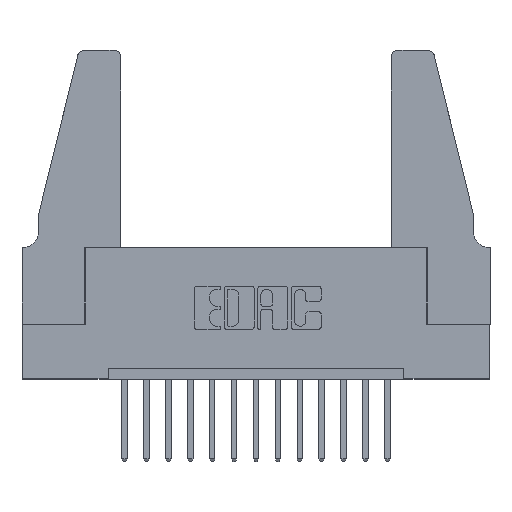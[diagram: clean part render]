
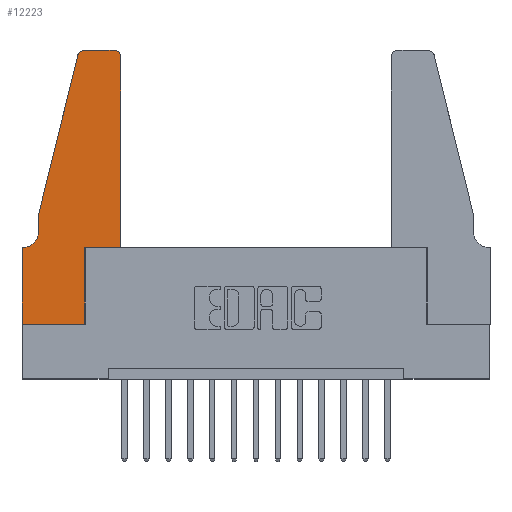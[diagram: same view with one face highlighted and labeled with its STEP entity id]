
A CAD part, top view. The second image highlights one B-rep face of the part: STEP entity #12223.
In plain terms, the highlighted planar face has unit normal (0, 0, 1).
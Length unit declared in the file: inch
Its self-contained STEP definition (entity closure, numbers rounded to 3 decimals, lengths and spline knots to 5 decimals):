
#376 = LINE ( 'NONE', #5126, #9794 ) ;
#703 = DIRECTION ( 'NONE',  ( -1., 0., 0. ) ) ;
#872 = EDGE_CURVE ( 'NONE', #15479, #11022, #9935, .T. ) ;
#883 = VECTOR ( 'NONE', #13496, 39.37008 ) ;
#888 = DIRECTION ( 'NONE',  ( 1., 0., 0. ) ) ;
#921 = AXIS2_PLACEMENT_3D ( 'NONE', #10466, #3244, #3183 ) ;
#1241 = DIRECTION ( 'NONE',  ( 0., 0., 1. ) ) ;
#1298 = DIRECTION ( 'NONE',  ( 0., 0., -1. ) ) ;
#1358 = DIRECTION ( 'NONE',  ( 1., 0., 0. ) ) ;
#1496 = VERTEX_POINT ( 'NONE', #6279 ) ;
#1500 = ORIENTED_EDGE ( 'NONE', *, *, #15874, .T. ) ;
#1668 = VECTOR ( 'NONE', #4044, 39.37008 ) ;
#1756 = CARTESIAN_POINT ( 'NONE',  ( 0.4505, 0.35, 0.37 ) ) ;
#1924 = ORIENTED_EDGE ( 'NONE', *, *, #6789, .T. ) ;
#1981 = CARTESIAN_POINT ( 'NONE',  ( 0.2865, 0.35, 0.37 ) ) ;
#1985 = LINE ( 'NONE', #10064, #7145 ) ;
#2069 = LINE ( 'NONE', #14235, #9566 ) ;
#2510 = CARTESIAN_POINT ( 'NONE',  ( 0.4505, 0.35, 0.37 ) ) ;
#2641 = LINE ( 'NONE', #2814, #1668 ) ;
#2663 = EDGE_CURVE ( 'NONE', #7696, #15479, #1985, .T. ) ;
#2776 = ORIENTED_EDGE ( 'NONE', *, *, #2663, .T. ) ;
#2814 = CARTESIAN_POINT ( 'NONE',  ( 0.0755, 0.5, 0.37 ) ) ;
#2827 = CARTESIAN_POINT ( 'NONE',  ( 0.4205, 1.22, 0.37 ) ) ;
#2851 = CARTESIAN_POINT ( 'NONE',  ( 0.0755, 0.5, 0.37 ) ) ;
#2955 = DIRECTION ( 'NONE',  ( 0., -1., 0. ) ) ;
#3131 = LINE ( 'NONE', #8902, #5008 ) ;
#3183 = DIRECTION ( 'NONE',  ( 1., 0., 0. ) ) ;
#3244 = DIRECTION ( 'NONE',  ( 0., 0., 1. ) ) ;
#3543 = ORIENTED_EDGE ( 'NONE', *, *, #9298, .T. ) ;
#3564 = CIRCLE ( 'NONE', #15760, 0.03 ) ;
#3916 = EDGE_CURVE ( 'NONE', #6074, #11904, #10390, .T. ) ;
#3992 = ORIENTED_EDGE ( 'NONE', *, *, #10963, .T. ) ;
#4044 = DIRECTION ( 'NONE',  ( 0., -1., 0. ) ) ;
#5008 = VECTOR ( 'NONE', #2955, 39.37008 ) ;
#5126 = CARTESIAN_POINT ( 'NONE',  ( 0.0755, 0.35, 0.37 ) ) ;
#5518 = FACE_OUTER_BOUND ( 'NONE', #6990, .T. ) ;
#5828 = VECTOR ( 'NONE', #11517, 39.37008 ) ;
#6074 = VERTEX_POINT ( 'NONE', #13838 ) ;
#6173 = CARTESIAN_POINT ( 'NONE',  ( 0., 0., 0.37 ) ) ;
#6279 = CARTESIAN_POINT ( 'NONE',  ( 0.25487, 1.22718, 0.37 ) ) ;
#6706 = EDGE_CURVE ( 'NONE', #11904, #12011, #376, .T. ) ;
#6789 = EDGE_CURVE ( 'NONE', #13629, #1496, #15334, .T. ) ;
#6817 = CARTESIAN_POINT ( 'NONE',  ( 0.0755, 0.5, 0.37 ) ) ;
#6990 = EDGE_LOOP ( 'NONE', ( #7699, #1924, #3992, #3543, #13287, #10367, #1500, #14187, #2776, #11901, #9399, #11458 ) ) ;
#7145 = VECTOR ( 'NONE', #7366, 39.37008 ) ;
#7254 = CARTESIAN_POINT ( 'NONE',  ( 0., 0.35, 0.37 ) ) ;
#7366 = DIRECTION ( 'NONE',  ( 0., 1., 0. ) ) ;
#7404 = CARTESIAN_POINT ( 'NONE',  ( 0.0055, 0.42, 0.37 ) ) ;
#7487 = VERTEX_POINT ( 'NONE', #2851 ) ;
#7696 = VERTEX_POINT ( 'NONE', #15361 ) ;
#7699 = ORIENTED_EDGE ( 'NONE', *, *, #12554, .T. ) ;
#7885 = CARTESIAN_POINT ( 'NONE',  ( 0.4505, 0.35, 0.37 ) ) ;
#8136 = AXIS2_PLACEMENT_3D ( 'NONE', #11055, #1241, #1358 ) ;
#8620 = PLANE ( 'NONE',  #8136 ) ;
#8902 = CARTESIAN_POINT ( 'NONE',  ( 0., 0., 0.37 ) ) ;
#9298 = EDGE_CURVE ( 'NONE', #7487, #6074, #2641, .T. ) ;
#9399 = ORIENTED_EDGE ( 'NONE', *, *, #10473, .T. ) ;
#9566 = VECTOR ( 'NONE', #703, 39.37008 ) ;
#9644 = VERTEX_POINT ( 'NONE', #15165 ) ;
#9677 = VECTOR ( 'NONE', #11703, 39.37008 ) ;
#9794 = VECTOR ( 'NONE', #15422, 39.37008 ) ;
#9895 = DIRECTION ( 'NONE',  ( -1., 0., 0. ) ) ;
#9935 = LINE ( 'NONE', #2510, #883 ) ;
#10064 = CARTESIAN_POINT ( 'NONE',  ( 0.2865, 0.35, 0.37 ) ) ;
#10100 = EDGE_CURVE ( 'NONE', #9644, #11031, #3564, .T. ) ;
#10367 = ORIENTED_EDGE ( 'NONE', *, *, #6706, .T. ) ;
#10390 = CIRCLE ( 'NONE', #11987, 0.07 ) ;
#10466 = CARTESIAN_POINT ( 'NONE',  ( 0.284, 1.22, 0.37 ) ) ;
#10473 = EDGE_CURVE ( 'NONE', #11022, #9644, #12737, .T. ) ;
#10807 = LINE ( 'NONE', #6817, #9677 ) ;
#10963 = EDGE_CURVE ( 'NONE', #1496, #7487, #10807, .T. ) ;
#11022 = VERTEX_POINT ( 'NONE', #7885 ) ;
#11031 = VERTEX_POINT ( 'NONE', #15257 ) ;
#11055 = CARTESIAN_POINT ( 'NONE',  ( 0., 0.35, 0.37 ) ) ;
#11391 = CARTESIAN_POINT ( 'NONE',  ( 0.284, 1.25, 0.37 ) ) ;
#11458 = ORIENTED_EDGE ( 'NONE', *, *, #10100, .T. ) ;
#11517 = DIRECTION ( 'NONE',  ( 0., 1., 0. ) ) ;
#11703 = DIRECTION ( 'NONE',  ( -0.239, -0.971, 0. ) ) ;
#11901 = ORIENTED_EDGE ( 'NONE', *, *, #872, .T. ) ;
#11904 = VERTEX_POINT ( 'NONE', #12878 ) ;
#11934 = CARTESIAN_POINT ( 'NONE',  ( 0., 0., 0.37 ) ) ;
#11987 = AXIS2_PLACEMENT_3D ( 'NONE', #7404, #1298, #9895 ) ;
#12011 = VERTEX_POINT ( 'NONE', #7254 ) ;
#12223 = ADVANCED_FACE ( 'NONE', ( #5518 ), #8620, .T. ) ;
#12554 = EDGE_CURVE ( 'NONE', #11031, #13629, #2069, .T. ) ;
#12737 = LINE ( 'NONE', #1756, #5828 ) ;
#12878 = CARTESIAN_POINT ( 'NONE',  ( 0.0055, 0.35, 0.37 ) ) ;
#13248 = EDGE_CURVE ( 'NONE', #14996, #7696, #13877, .T. ) ;
#13287 = ORIENTED_EDGE ( 'NONE', *, *, #3916, .T. ) ;
#13496 = DIRECTION ( 'NONE',  ( 1., 0., 0. ) ) ;
#13629 = VERTEX_POINT ( 'NONE', #11391 ) ;
#13838 = CARTESIAN_POINT ( 'NONE',  ( 0.0755, 0.42, 0.37 ) ) ;
#13858 = DIRECTION ( 'NONE',  ( 0., 0., 1. ) ) ;
#13877 = LINE ( 'NONE', #11934, #15449 ) ;
#14187 = ORIENTED_EDGE ( 'NONE', *, *, #13248, .T. ) ;
#14235 = CARTESIAN_POINT ( 'NONE',  ( 0.2605, 1.25, 0.37 ) ) ;
#14996 = VERTEX_POINT ( 'NONE', #6173 ) ;
#15123 = DIRECTION ( 'NONE',  ( 1., 0., 0. ) ) ;
#15165 = CARTESIAN_POINT ( 'NONE',  ( 0.4505, 1.22, 0.37 ) ) ;
#15257 = CARTESIAN_POINT ( 'NONE',  ( 0.4205, 1.25, 0.37 ) ) ;
#15334 = CIRCLE ( 'NONE', #921, 0.03 ) ;
#15361 = CARTESIAN_POINT ( 'NONE',  ( 0.2865, 0., 0.37 ) ) ;
#15422 = DIRECTION ( 'NONE',  ( -1., 0., 0. ) ) ;
#15449 = VECTOR ( 'NONE', #888, 39.37008 ) ;
#15479 = VERTEX_POINT ( 'NONE', #1981 ) ;
#15760 = AXIS2_PLACEMENT_3D ( 'NONE', #2827, #13858, #15123 ) ;
#15874 = EDGE_CURVE ( 'NONE', #12011, #14996, #3131, .T. ) ;
